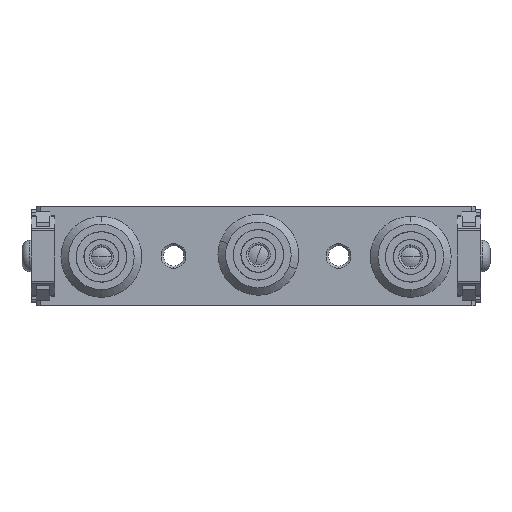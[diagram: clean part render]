
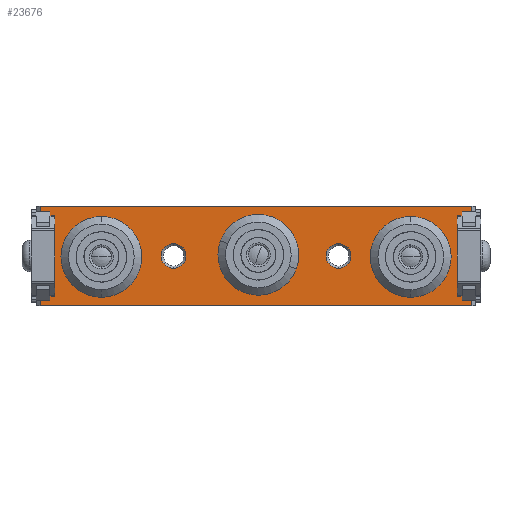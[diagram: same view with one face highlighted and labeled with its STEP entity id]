
A CAD part, front view. The second image highlights one B-rep face of the part: STEP entity #23676.
In plain terms, the highlighted planar face has unit normal (0, -1, 0).
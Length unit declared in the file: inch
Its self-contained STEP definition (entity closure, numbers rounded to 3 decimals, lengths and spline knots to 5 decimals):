
#6 = ORIENTED_EDGE ( 'NONE', *, *, #19105, .F. ) ;
#39 = DIRECTION ( 'NONE',  ( 0., 0., -1. ) ) ;
#70 = CARTESIAN_POINT ( 'NONE',  ( -1.476, 0., -0.16598 ) ) ;
#86 = FACE_OUTER_BOUND ( 'NONE', #2808, .T. ) ;
#94 = DIRECTION ( 'NONE',  ( 0., -1., 0. ) ) ;
#282 = AXIS2_PLACEMENT_3D ( 'NONE', #6240, #6597, #4918 ) ;
#588 = DIRECTION ( 'NONE',  ( 0., 0., -1. ) ) ;
#835 = CARTESIAN_POINT ( 'NONE',  ( -0.787, 0., 0.0005 ) ) ;
#1146 = CARTESIAN_POINT ( 'NONE',  ( 2.0595, 0., 0.4725 ) ) ;
#1203 = EDGE_CURVE ( 'NONE', #23336, #13462, #20243, .T. ) ;
#1642 = ORIENTED_EDGE ( 'NONE', *, *, #6617, .F. ) ;
#1725 = EDGE_CURVE ( 'NONE', #13462, #12145, #15663, .T. ) ;
#1743 = AXIS2_PLACEMENT_3D ( 'NONE', #835, #11666, #588 ) ;
#1898 = DIRECTION ( 'NONE',  ( 0., 0., -1. ) ) ;
#1924 = FACE_BOUND ( 'NONE', #22136, .T. ) ;
#1949 = ORIENTED_EDGE ( 'NONE', *, *, #1203, .F. ) ;
#2146 = AXIS2_PLACEMENT_3D ( 'NONE', #15029, #2270, #14783 ) ;
#2186 = EDGE_CURVE ( 'NONE', #12145, #14461, #17097, .T. ) ;
#2270 = DIRECTION ( 'NONE',  ( 0., -1., 0. ) ) ;
#2482 = CARTESIAN_POINT ( 'NONE',  ( 0., 0., -0.127 ) ) ;
#2485 = FACE_BOUND ( 'NONE', #11833, .T. ) ;
#2504 = AXIS2_PLACEMENT_3D ( 'NONE', #18338, #94, #22086 ) ;
#2693 = CARTESIAN_POINT ( 'NONE',  ( -1.476, 0., 0.14898 ) ) ;
#2808 = EDGE_LOOP ( 'NONE', ( #22395, #22181, #1949, #8515 ) ) ;
#2948 = CARTESIAN_POINT ( 'NONE',  ( -2.0595, 0., -0.4725 ) ) ;
#3006 = DIRECTION ( 'NONE',  ( 1., 0., 0. ) ) ;
#3042 = ORIENTED_EDGE ( 'NONE', *, *, #16518, .F. ) ;
#3332 = CIRCLE ( 'NONE', #19895, 0.15748 ) ;
#3790 = CARTESIAN_POINT ( 'NONE',  ( -0.787, 0., -0.11761 ) ) ;
#4035 = CARTESIAN_POINT ( 'NONE',  ( -2.0595, 0., 0.4725 ) ) ;
#4051 = EDGE_LOOP ( 'NONE', ( #19364, #10962 ) ) ;
#4401 = DIRECTION ( 'NONE',  ( 0., 0., 1. ) ) ;
#4500 = VERTEX_POINT ( 'NONE', #10527 ) ;
#4535 = CIRCLE ( 'NONE', #19557, 0.11811 ) ;
#4684 = DIRECTION ( 'NONE',  ( 0., 0., -1. ) ) ;
#4803 = DIRECTION ( 'NONE',  ( 0., 0., -1. ) ) ;
#4918 = DIRECTION ( 'NONE',  ( 0., 0., -1. ) ) ;
#5295 = CARTESIAN_POINT ( 'NONE',  ( -2.0595, 0., 0.4725 ) ) ;
#5697 = VECTOR ( 'NONE', #18560, 39.37008 ) ;
#5856 = DIRECTION ( 'NONE',  ( 0., -1., 0. ) ) ;
#5982 = AXIS2_PLACEMENT_3D ( 'NONE', #16561, #16311, #7138 ) ;
#6067 = EDGE_CURVE ( 'NONE', #9387, #10672, #3332, .T. ) ;
#6240 = CARTESIAN_POINT ( 'NONE',  ( -1.476, 0., -0.0085 ) ) ;
#6389 = CARTESIAN_POINT ( 'NONE',  ( 0., 0., 0.166 ) ) ;
#6492 = CARTESIAN_POINT ( 'NONE',  ( 0., 0., 0.0195 ) ) ;
#6597 = DIRECTION ( 'NONE',  ( 0., -1., 0. ) ) ;
#6617 = EDGE_CURVE ( 'NONE', #4500, #20956, #4535, .T. ) ;
#6955 = DIRECTION ( 'NONE',  ( 0., -1., 0. ) ) ;
#7138 = DIRECTION ( 'NONE',  ( 0., 0., -1. ) ) ;
#7246 = DIRECTION ( 'NONE',  ( 0., 0., -1. ) ) ;
#7808 = CARTESIAN_POINT ( 'NONE',  ( 1.477, 0., 0.14898 ) ) ;
#8394 = CARTESIAN_POINT ( 'NONE',  ( 2.0595, 0., -0.4725 ) ) ;
#8515 = ORIENTED_EDGE ( 'NONE', *, *, #15899, .F. ) ;
#8597 = EDGE_CURVE ( 'NONE', #20211, #13461, #10583, .T. ) ;
#8666 = ORIENTED_EDGE ( 'NONE', *, *, #14097, .F. ) ;
#8780 = ORIENTED_EDGE ( 'NONE', *, *, #19929, .F. ) ;
#8891 = CARTESIAN_POINT ( 'NONE',  ( 0., 0., 0.0195 ) ) ;
#9044 = CARTESIAN_POINT ( 'NONE',  ( -1.476, 0., -0.0085 ) ) ;
#9152 = CIRCLE ( 'NONE', #14915, 0.11811 ) ;
#9153 = PLANE ( 'NONE',  #15913 ) ;
#9265 = FACE_BOUND ( 'NONE', #18425, .T. ) ;
#9387 = VERTEX_POINT ( 'NONE', #2693 ) ;
#9611 = VERTEX_POINT ( 'NONE', #15930 ) ;
#9827 = DIRECTION ( 'NONE',  ( 0., 1., 0. ) ) ;
#10285 = DIRECTION ( 'NONE',  ( -1., 0., 0. ) ) ;
#10527 = CARTESIAN_POINT ( 'NONE',  ( 0.788, 0., 0.11861 ) ) ;
#10583 = CIRCLE ( 'NONE', #1743, 0.11811 ) ;
#10672 = VERTEX_POINT ( 'NONE', #70 ) ;
#10931 = CIRCLE ( 'NONE', #21364, 0.1465 ) ;
#10962 = ORIENTED_EDGE ( 'NONE', *, *, #6067, .F. ) ;
#11012 = DIRECTION ( 'NONE',  ( 0., -1., 0. ) ) ;
#11366 = EDGE_LOOP ( 'NONE', ( #3042, #6 ) ) ;
#11666 = DIRECTION ( 'NONE',  ( 0., -1., 0. ) ) ;
#11833 = EDGE_LOOP ( 'NONE', ( #8780, #1642 ) ) ;
#11885 = DIRECTION ( 'NONE',  ( 0., 0., -1. ) ) ;
#12135 = CARTESIAN_POINT ( 'NONE',  ( -2.0595, 0., 0.4725 ) ) ;
#12145 = VERTEX_POINT ( 'NONE', #1146 ) ;
#12218 = CIRCLE ( 'NONE', #282, 0.15748 ) ;
#12299 = ORIENTED_EDGE ( 'NONE', *, *, #15095, .F. ) ;
#12820 = ORIENTED_EDGE ( 'NONE', *, *, #15415, .F. ) ;
#13190 = CARTESIAN_POINT ( 'NONE',  ( -0.787, 0., 0.11861 ) ) ;
#13389 = VECTOR ( 'NONE', #3006, 39.37008 ) ;
#13461 = VERTEX_POINT ( 'NONE', #13190 ) ;
#13462 = VERTEX_POINT ( 'NONE', #4035 ) ;
#13672 = CIRCLE ( 'NONE', #5982, 0.15748 ) ;
#13846 = DIRECTION ( 'NONE',  ( 0., -1., 0. ) ) ;
#14056 = CIRCLE ( 'NONE', #2146, 0.11811 ) ;
#14073 = VECTOR ( 'NONE', #10285, 39.37008 ) ;
#14097 = EDGE_CURVE ( 'NONE', #20050, #23451, #10931, .T. ) ;
#14461 = VERTEX_POINT ( 'NONE', #8394 ) ;
#14783 = DIRECTION ( 'NONE',  ( 0., 0., -1. ) ) ;
#14801 = CIRCLE ( 'NONE', #2504, 0.15748 ) ;
#14915 = AXIS2_PLACEMENT_3D ( 'NONE', #20709, #5856, #1898 ) ;
#14964 = CARTESIAN_POINT ( 'NONE',  ( -2.0595, 0., -0.4725 ) ) ;
#15029 = CARTESIAN_POINT ( 'NONE',  ( -0.787, 0., 0.0005 ) ) ;
#15095 = EDGE_CURVE ( 'NONE', #23451, #20050, #15226, .T. ) ;
#15226 = CIRCLE ( 'NONE', #21805, 0.1465 ) ;
#15415 = EDGE_CURVE ( 'NONE', #13461, #20211, #14056, .T. ) ;
#15663 = LINE ( 'NONE', #12135, #13389 ) ;
#15899 = EDGE_CURVE ( 'NONE', #14461, #23336, #19473, .T. ) ;
#15913 = AXIS2_PLACEMENT_3D ( 'NONE', #16630, #9827, #4401 ) ;
#15930 = CARTESIAN_POINT ( 'NONE',  ( 1.477, 0., -0.16598 ) ) ;
#16311 = DIRECTION ( 'NONE',  ( 0., -1., 0. ) ) ;
#16518 = EDGE_CURVE ( 'NONE', #9611, #19068, #13672, .T. ) ;
#16561 = CARTESIAN_POINT ( 'NONE',  ( 1.477, 0., -0.0085 ) ) ;
#16630 = CARTESIAN_POINT ( 'NONE',  ( -2.0595, 0., 0.4725 ) ) ;
#17097 = LINE ( 'NONE', #17450, #23864 ) ;
#17450 = CARTESIAN_POINT ( 'NONE',  ( 2.0595, 0., 0.4725 ) ) ;
#18338 = CARTESIAN_POINT ( 'NONE',  ( 1.477, 0., -0.0085 ) ) ;
#18425 = EDGE_LOOP ( 'NONE', ( #19325, #12820 ) ) ;
#18560 = DIRECTION ( 'NONE',  ( 0., 0., 1. ) ) ;
#18765 = CARTESIAN_POINT ( 'NONE',  ( 0.788, 0., 0.0005 ) ) ;
#19014 = FACE_BOUND ( 'NONE', #4051, .T. ) ;
#19068 = VERTEX_POINT ( 'NONE', #7808 ) ;
#19105 = EDGE_CURVE ( 'NONE', #19068, #9611, #14801, .T. ) ;
#19325 = ORIENTED_EDGE ( 'NONE', *, *, #8597, .F. ) ;
#19364 = ORIENTED_EDGE ( 'NONE', *, *, #19680, .F. ) ;
#19473 = LINE ( 'NONE', #2948, #14073 ) ;
#19557 = AXIS2_PLACEMENT_3D ( 'NONE', #18765, #11012, #39 ) ;
#19680 = EDGE_CURVE ( 'NONE', #10672, #9387, #12218, .T. ) ;
#19895 = AXIS2_PLACEMENT_3D ( 'NONE', #9044, #23812, #7246 ) ;
#19929 = EDGE_CURVE ( 'NONE', #20956, #4500, #9152, .T. ) ;
#20050 = VERTEX_POINT ( 'NONE', #2482 ) ;
#20211 = VERTEX_POINT ( 'NONE', #3790 ) ;
#20243 = LINE ( 'NONE', #5295, #5697 ) ;
#20709 = CARTESIAN_POINT ( 'NONE',  ( 0.788, 0., 0.0005 ) ) ;
#20956 = VERTEX_POINT ( 'NONE', #22531 ) ;
#21364 = AXIS2_PLACEMENT_3D ( 'NONE', #6492, #13846, #4684 ) ;
#21805 = AXIS2_PLACEMENT_3D ( 'NONE', #8891, #6955, #4803 ) ;
#22086 = DIRECTION ( 'NONE',  ( 0., 0., -1. ) ) ;
#22136 = EDGE_LOOP ( 'NONE', ( #8666, #12299 ) ) ;
#22181 = ORIENTED_EDGE ( 'NONE', *, *, #1725, .F. ) ;
#22395 = ORIENTED_EDGE ( 'NONE', *, *, #2186, .F. ) ;
#22531 = CARTESIAN_POINT ( 'NONE',  ( 0.788, 0., -0.11761 ) ) ;
#22662 = FACE_BOUND ( 'NONE', #11366, .T. ) ;
#23336 = VERTEX_POINT ( 'NONE', #14964 ) ;
#23451 = VERTEX_POINT ( 'NONE', #6389 ) ;
#23676 = ADVANCED_FACE ( 'NONE', ( #86, #1924, #19014, #22662, #9265, #2485 ), #9153, .F. ) ;
#23812 = DIRECTION ( 'NONE',  ( 0., -1., 0. ) ) ;
#23864 = VECTOR ( 'NONE', #11885, 39.37008 ) ;
